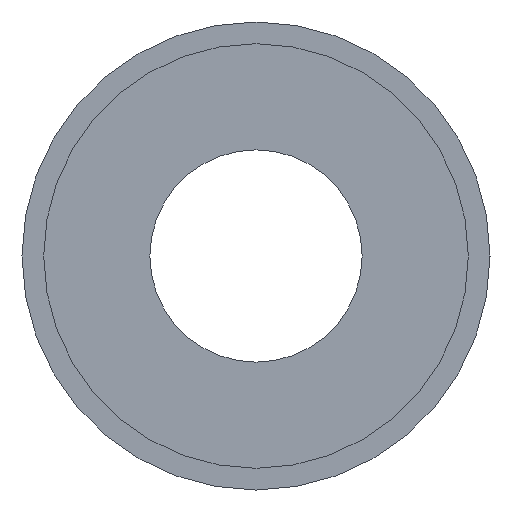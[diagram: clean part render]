
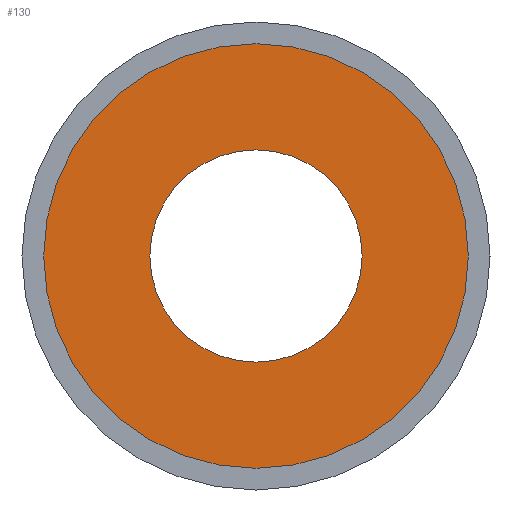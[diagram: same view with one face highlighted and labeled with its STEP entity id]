
A CAD part, left-side view. The second image highlights one B-rep face of the part: STEP entity #130.
In plain terms, the highlighted planar face has unit normal (-1, 0, 0).
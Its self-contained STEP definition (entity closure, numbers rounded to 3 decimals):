
#17 = DIRECTION ( 'NONE',  ( 1., 0., 0. ) ) ;
#19 = DIRECTION ( 'NONE',  ( 0., 0., -1. ) ) ;
#25 = DIRECTION ( 'NONE',  ( 1., 0., 0. ) ) ;
#33 = CARTESIAN_POINT ( 'NONE',  ( -275., 0., 0. ) ) ;
#44 = AXIS2_PLACEMENT_3D ( 'NONE', #33, #173, #113 ) ;
#47 = CARTESIAN_POINT ( 'NONE',  ( -275., 0., 0. ) ) ;
#48 = CIRCLE ( 'NONE', #150, 1.587 ) ;
#52 = CARTESIAN_POINT ( 'NONE',  ( -275., 0., 0. ) ) ;
#57 = CARTESIAN_POINT ( 'NONE',  ( -275., 0., -3.175 ) ) ;
#80 = DIRECTION ( 'NONE',  ( 0., 0., -1. ) ) ;
#88 = CARTESIAN_POINT ( 'NONE',  ( -275., 0., 0. ) ) ;
#109 = ORIENTED_EDGE ( 'NONE', *, *, #175, .F. ) ;
#110 = EDGE_CURVE ( 'NONE', #230, #212, #417, .T. ) ;
#111 = DIRECTION ( 'NONE',  ( 0., 0., -1. ) ) ;
#113 = DIRECTION ( 'NONE',  ( 0., 0., -1. ) ) ;
#130 = ADVANCED_FACE ( 'NONE', ( #166, #238 ), #387, .F. ) ;
#150 = AXIS2_PLACEMENT_3D ( 'NONE', #171, #25, #165 ) ;
#158 = CARTESIAN_POINT ( 'NONE',  ( -275., 0., 3.175 ) ) ;
#165 = DIRECTION ( 'NONE',  ( 0., 0., -1. ) ) ;
#166 = FACE_OUTER_BOUND ( 'NONE', #205, .T. ) ;
#168 = ORIENTED_EDGE ( 'NONE', *, *, #110, .F. ) ;
#170 = VERTEX_POINT ( 'NONE', #424 ) ;
#171 = CARTESIAN_POINT ( 'NONE',  ( -275., 0., 0. ) ) ;
#173 = DIRECTION ( 'NONE',  ( 1., 0., 0. ) ) ;
#175 = EDGE_CURVE ( 'NONE', #212, #230, #231, .T. ) ;
#194 = EDGE_CURVE ( 'NONE', #327, #170, #395, .T. ) ;
#198 = EDGE_CURVE ( 'NONE', #170, #327, #48, .T. ) ;
#205 = EDGE_LOOP ( 'NONE', ( #109, #168 ) ) ;
#212 = VERTEX_POINT ( 'NONE', #158 ) ;
#222 = EDGE_LOOP ( 'NONE', ( #357, #290 ) ) ;
#230 = VERTEX_POINT ( 'NONE', #57 ) ;
#231 = CIRCLE ( 'NONE', #276, 3.175 ) ;
#238 = FACE_BOUND ( 'NONE', #222, .T. ) ;
#243 = CARTESIAN_POINT ( 'NONE',  ( -275., 0., -1.587 ) ) ;
#276 = AXIS2_PLACEMENT_3D ( 'NONE', #88, #411, #19 ) ;
#290 = ORIENTED_EDGE ( 'NONE', *, *, #194, .T. ) ;
#299 = AXIS2_PLACEMENT_3D ( 'NONE', #47, #17, #111 ) ;
#325 = AXIS2_PLACEMENT_3D ( 'NONE', #52, #405, #80 ) ;
#327 = VERTEX_POINT ( 'NONE', #243 ) ;
#357 = ORIENTED_EDGE ( 'NONE', *, *, #198, .T. ) ;
#387 = PLANE ( 'NONE',  #44 ) ;
#395 = CIRCLE ( 'NONE', #299, 1.587 ) ;
#405 = DIRECTION ( 'NONE',  ( 1., 0., 0. ) ) ;
#411 = DIRECTION ( 'NONE',  ( 1., 0., 0. ) ) ;
#417 = CIRCLE ( 'NONE', #325, 3.175 ) ;
#424 = CARTESIAN_POINT ( 'NONE',  ( -275., 0., 1.587 ) ) ;
